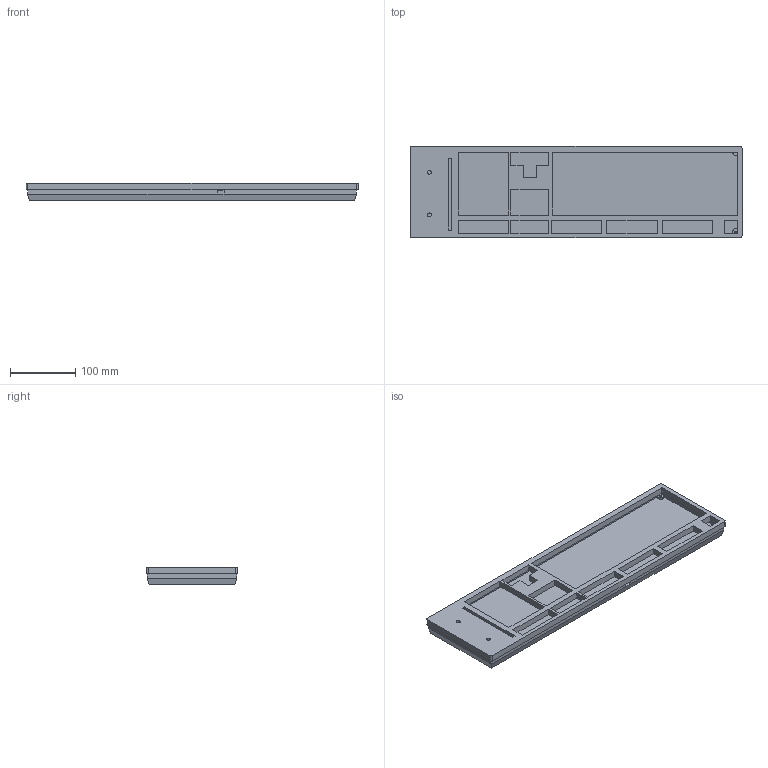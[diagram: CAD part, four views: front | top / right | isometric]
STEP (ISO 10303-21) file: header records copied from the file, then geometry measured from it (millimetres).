
FILE_DESCRIPTION(/* description */ (''),/* implementation_level */ '2;1');
FILE_NAME(/* name */ 'MacPad.step',/* time_stamp */ '2025-05-24T00:40:43+01:00',/* author */ (''),/* organization */ (''),/* preprocessor_version */ 'ST-DEVELOPER v20.1',/* originating_system */ 'Autodesk Translation Framework v14.4.0.0',/* authorisation */ '');
FILE_SCHEMA (('AUTOMOTIVE_DESIGN { 1 0 10303 214 3 1 1 }'));
Length unit declared in the file: millimetre
Products named in the file (1): Untitled
Bounding box: 510 x 141 x 27 mm (x, y, z)
Volume: 946224.3 mm3; surface area: 257187.7 mm2
Topology: 2 solids, 2 shells, 99 faces, 278 edges, 182 vertices
Faces by surface type: plane 76, cylinder 18, cone 4, bspline 1
Full cylindrical faces by diameter (mm): 2.8 x4, 6 x2
Entity records: 3274 total; most frequent: CARTESIAN_POINT 585, ORIENTED_EDGE 556, DIRECTION 514, EDGE_CURVE 278, LINE 236, VECTOR 236, VERTEX_POINT 182, AXIS2_PLACEMENT_3D 139
